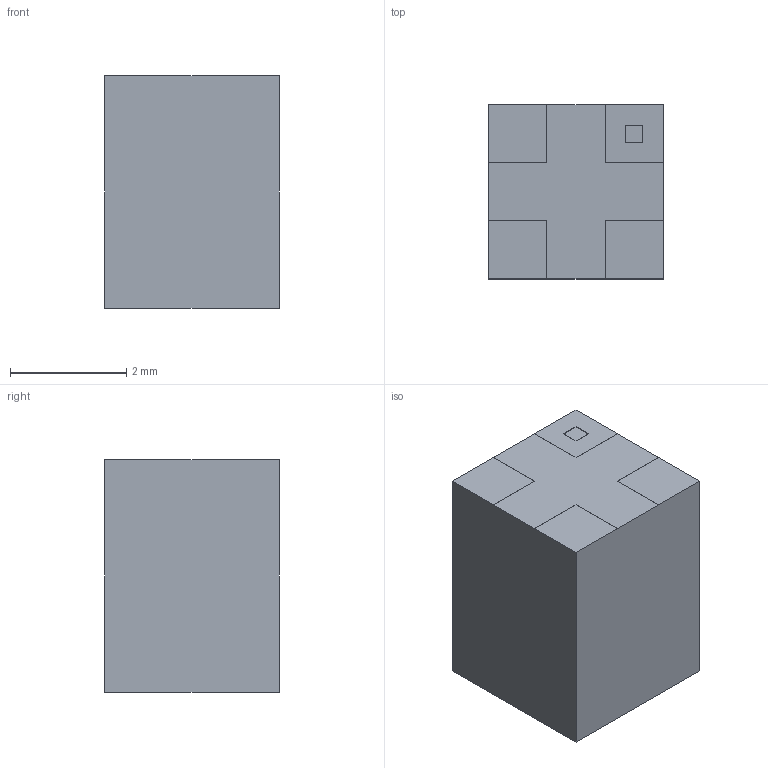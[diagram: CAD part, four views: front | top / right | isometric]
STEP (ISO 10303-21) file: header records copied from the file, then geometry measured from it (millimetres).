
FILE_DESCRIPTION((''),'2;1');
FILE_NAME('2065130001','2019-05-28T',('gga'),(''),'PRO/ENGINEER BY PARAMETRIC TECHNOLOGY CORPORATION, 2016010','PRO/ENGINEER BY PARAMETRIC TECHNOLOGY CORPORATION, 2016010','');
FILE_SCHEMA(('CONFIG_CONTROL_DESIGN'));
Length unit declared in the file: millimetre
Products named in the file (1): 2065130001
Bounding box: 3 x 3 x 4 mm (x, y, z)
Volume: 36 mm3; surface area: 66 mm2
Topology: 1 solids, 1 shells, 23 faces, 76 edges, 56 vertices
Faces by surface type: plane 23
Entity records: 841 total; most frequent: CARTESIAN_POINT 140, DIRECTION 124, ORIENTED_EDGE 120, VECTOR 76, LINE 76, EDGE_CURVE 60, VERTEX_POINT 40, AXIS2_PLACEMENT_3D 24
